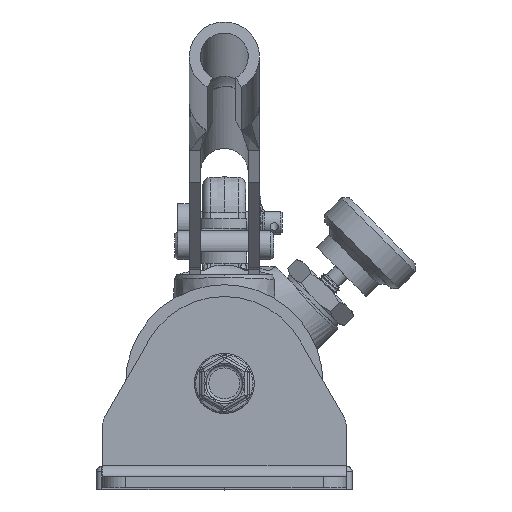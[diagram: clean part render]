
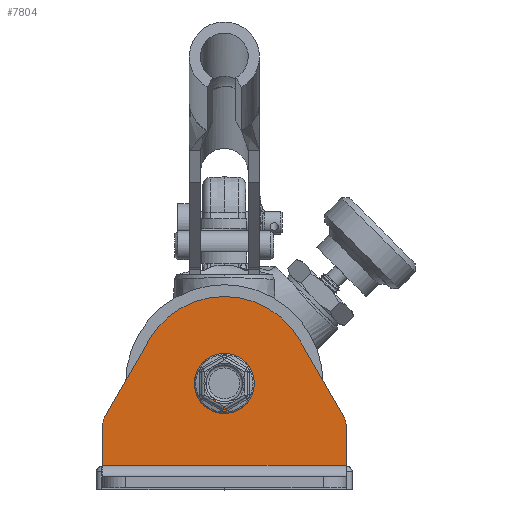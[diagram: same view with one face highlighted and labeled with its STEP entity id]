
A CAD part, top view. The second image highlights one B-rep face of the part: STEP entity #7804.
In plain terms, the highlighted planar face has unit normal (0, 0, 1).
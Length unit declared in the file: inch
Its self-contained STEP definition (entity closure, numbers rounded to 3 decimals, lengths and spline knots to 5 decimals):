
#1015 = CARTESIAN_POINT ( 'NONE',  ( -0.80973, 1.59228, 10.961 ) ) ;
#1135 = DIRECTION ( 'NONE',  ( 0., 0., -1. ) ) ;
#1151 = DIRECTION ( 'NONE',  ( 0.5, 0.866, 0. ) ) ;
#1446 = CARTESIAN_POINT ( 'NONE',  ( -1.27901, 0.77948, 10.961 ) ) ;
#1688 = DIRECTION ( 'NONE',  ( -1., 0., 0. ) ) ;
#1765 = EDGE_CURVE ( 'NONE', #24756, #27045, #10812, .T. ) ;
#2229 = ORIENTED_EDGE ( 'NONE', *, *, #10370, .T. ) ;
#2341 = VERTEX_POINT ( 'NONE', #18021 ) ;
#2853 = CARTESIAN_POINT ( 'NONE',  ( 1.27901, 0.77948, 10.961 ) ) ;
#3014 = EDGE_CURVE ( 'NONE', #27045, #13145, #28214, .T. ) ;
#3189 = VECTOR ( 'NONE', #8446, 39.37008 ) ;
#3336 = DIRECTION ( 'NONE',  ( 0., 0., 1. ) ) ;
#3605 = CARTESIAN_POINT ( 'NONE',  ( -1.3125, 0.11878, 10.961 ) ) ;
#3696 = CARTESIAN_POINT ( 'NONE',  ( -1.3125, 0.65448, 10.961 ) ) ;
#3783 = PLANE ( 'NONE',  #13007 ) ;
#4107 = VERTEX_POINT ( 'NONE', #9785 ) ;
#4631 = VECTOR ( 'NONE', #9263, 39.37008 ) ;
#4640 = DIRECTION ( 'NONE',  ( -1., 0., 0. ) ) ;
#4994 = VERTEX_POINT ( 'NONE', #9947 ) ;
#5668 = LINE ( 'NONE', #26124, #3189 ) ;
#6067 = ORIENTED_EDGE ( 'NONE', *, *, #20098, .F. ) ;
#6150 = CARTESIAN_POINT ( 'NONE',  ( 1.3125, 0.11878, 10.961 ) ) ;
#7804 = ADVANCED_FACE ( 'NONE', ( #21218, #19423 ), #3783, .F. ) ;
#7933 = LINE ( 'NONE', #26490, #15828 ) ;
#8023 = ORIENTED_EDGE ( 'NONE', *, *, #27522, .F. ) ;
#8296 = VERTEX_POINT ( 'NONE', #2853 ) ;
#8446 = DIRECTION ( 'NONE',  ( 0., -1., 0. ) ) ;
#8642 = ORIENTED_EDGE ( 'NONE', *, *, #24348, .T. ) ;
#9263 = DIRECTION ( 'NONE',  ( 0.5, -0.866, 0. ) ) ;
#9391 = AXIS2_PLACEMENT_3D ( 'NONE', #12470, #23820, #1688 ) ;
#9785 = CARTESIAN_POINT ( 'NONE',  ( 0.80973, 1.59228, 10.961 ) ) ;
#9866 = AXIS2_PLACEMENT_3D ( 'NONE', #21435, #17027, #23509 ) ;
#9947 = CARTESIAN_POINT ( 'NONE',  ( 1.3125, 0.24378, 10.961 ) ) ;
#10061 = ORIENTED_EDGE ( 'NONE', *, *, #1765, .T. ) ;
#10370 = EDGE_CURVE ( 'NONE', #13145, #4994, #7933, .T. ) ;
#10812 = CIRCLE ( 'NONE', #9866, 0.25 ) ;
#11517 = EDGE_CURVE ( 'NONE', #22741, #22741, #16390, .T. ) ;
#11728 = CARTESIAN_POINT ( 'NONE',  ( -1.3125, 0.24378, 10.961 ) ) ;
#12470 = CARTESIAN_POINT ( 'NONE',  ( 1.0625, 0.65448, 10.961 ) ) ;
#12472 = EDGE_CURVE ( 'NONE', #18935, #4994, #5668, .T. ) ;
#12630 = DIRECTION ( 'NONE',  ( -1., 0., 0. ) ) ;
#12643 = LINE ( 'NONE', #1015, #25455 ) ;
#13007 = AXIS2_PLACEMENT_3D ( 'NONE', #6150, #1135, #12630 ) ;
#13145 = VERTEX_POINT ( 'NONE', #11728 ) ;
#13550 = AXIS2_PLACEMENT_3D ( 'NONE', #16768, #3336, #18675 ) ;
#15828 = VECTOR ( 'NONE', #16945, 39.37008 ) ;
#15860 = DIRECTION ( 'NONE',  ( 0., 0., -1. ) ) ;
#16064 = CARTESIAN_POINT ( 'NONE',  ( 0.80973, 1.59228, 10.961 ) ) ;
#16390 = CIRCLE ( 'NONE', #13550, 0.174 ) ;
#16768 = CARTESIAN_POINT ( 'NONE',  ( 0., 1.12478, 10.961 ) ) ;
#16945 = DIRECTION ( 'NONE',  ( 1., 0., 0. ) ) ;
#17027 = DIRECTION ( 'NONE',  ( 0., 0., 1. ) ) ;
#17053 = DIRECTION ( 'NONE',  ( 0., -1., 0. ) ) ;
#17331 = EDGE_LOOP ( 'NONE', ( #21849, #2229, #21487, #8642, #8023, #24925, #6067, #10061 ) ) ;
#17878 = CIRCLE ( 'NONE', #9391, 0.25 ) ;
#18021 = CARTESIAN_POINT ( 'NONE',  ( -0.80973, 1.59228, 10.961 ) ) ;
#18675 = DIRECTION ( 'NONE',  ( 1., 0., 0. ) ) ;
#18935 = VERTEX_POINT ( 'NONE', #28611 ) ;
#19423 = FACE_OUTER_BOUND ( 'NONE', #17331, .T. ) ;
#20085 = CARTESIAN_POINT ( 'NONE',  ( 0.174, 1.12478, 10.961 ) ) ;
#20098 = EDGE_CURVE ( 'NONE', #24756, #2341, #12643, .T. ) ;
#20336 = LINE ( 'NONE', #16064, #4631 ) ;
#20650 = EDGE_CURVE ( 'NONE', #2341, #4107, #22171, .T. ) ;
#20763 = AXIS2_PLACEMENT_3D ( 'NONE', #27042, #15860, #4640 ) ;
#21218 = FACE_BOUND ( 'NONE', #27158, .T. ) ;
#21374 = ORIENTED_EDGE ( 'NONE', *, *, #11517, .F. ) ;
#21435 = CARTESIAN_POINT ( 'NONE',  ( -1.0625, 0.65448, 10.961 ) ) ;
#21487 = ORIENTED_EDGE ( 'NONE', *, *, #12472, .F. ) ;
#21849 = ORIENTED_EDGE ( 'NONE', *, *, #3014, .T. ) ;
#22171 = CIRCLE ( 'NONE', #20763, 0.935 ) ;
#22741 = VERTEX_POINT ( 'NONE', #20085 ) ;
#23072 = VECTOR ( 'NONE', #17053, 39.37008 ) ;
#23509 = DIRECTION ( 'NONE',  ( -1., 0., 0. ) ) ;
#23820 = DIRECTION ( 'NONE',  ( 0., 0., 1. ) ) ;
#24348 = EDGE_CURVE ( 'NONE', #18935, #8296, #17878, .T. ) ;
#24756 = VERTEX_POINT ( 'NONE', #1446 ) ;
#24925 = ORIENTED_EDGE ( 'NONE', *, *, #20650, .F. ) ;
#25455 = VECTOR ( 'NONE', #1151, 39.37008 ) ;
#26124 = CARTESIAN_POINT ( 'NONE',  ( 1.3125, 0.11878, 10.961 ) ) ;
#26490 = CARTESIAN_POINT ( 'NONE',  ( 1.3125, 0.24378, 10.961 ) ) ;
#27042 = CARTESIAN_POINT ( 'NONE',  ( 0., 1.12478, 10.961 ) ) ;
#27045 = VERTEX_POINT ( 'NONE', #3696 ) ;
#27158 = EDGE_LOOP ( 'NONE', ( #21374 ) ) ;
#27522 = EDGE_CURVE ( 'NONE', #4107, #8296, #20336, .T. ) ;
#28214 = LINE ( 'NONE', #3605, #23072 ) ;
#28611 = CARTESIAN_POINT ( 'NONE',  ( 1.3125, 0.65448, 10.961 ) ) ;
